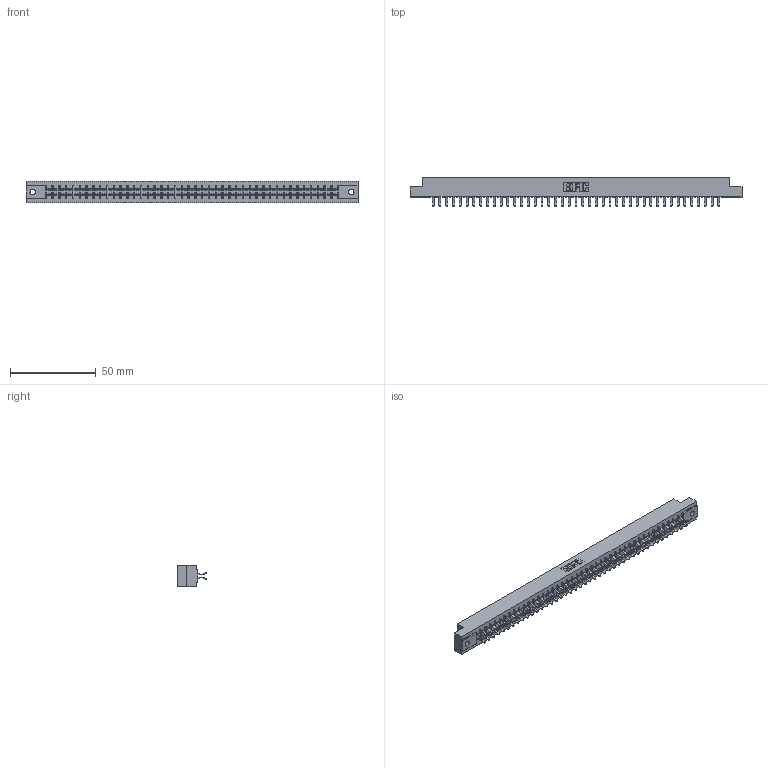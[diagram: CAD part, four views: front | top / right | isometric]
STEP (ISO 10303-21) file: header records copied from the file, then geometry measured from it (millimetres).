
FILE_DESCRIPTION (( 'STEP AP203' ), '1' );
FILE_NAME ('355-086-556-202.STEP', '2019-09-13T17:00:11', ( '' ), ( '' ), 'SwSTEP 2.0', 'SolidWorks 2016', '' );
FILE_SCHEMA (( 'CONFIG_CONTROL_DESIGN' ));
Length unit declared in the file: inch
Products named in the file (3): 305-290-001_556; 355-086-556-202; 305 Part_.128 Dia
Assembly tree (87 placements, depth 2):
  355-086-556-202
    305 Part_.128 Dia
    305-290-001_556  x86
Bounding box: 193.4 x 16.64 x 12.7 mm (x, y, z)
Volume: 20125.2 mm3; surface area: 25397.9 mm2
Topology: 87 solids, 87 shells, 4932 faces, 14205 edges, 9238 vertices
Faces by surface type: plane 2734, cylinder 2026, sphere 172
Entity records: 46660 total; most frequent: CARTESIAN_POINT 7723, ORIENTED_EDGE 7666, DIRECTION 7473, EDGE_CURVE 3833, VECTOR 3097, LINE 3097, VERTEX_POINT 2438, AXIS2_PLACEMENT_3D 2188
